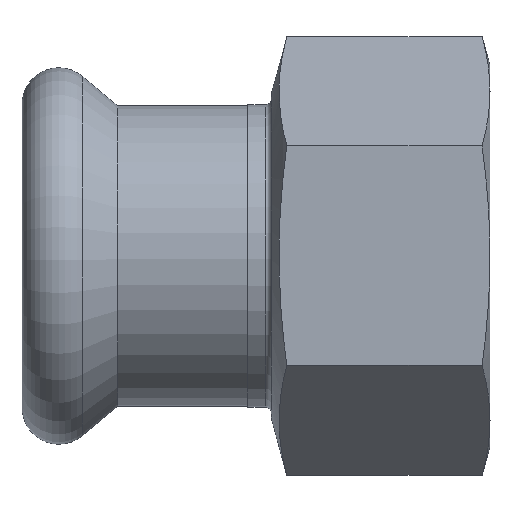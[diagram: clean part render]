
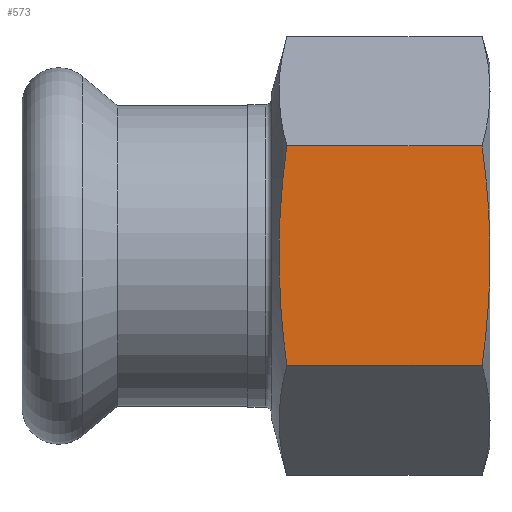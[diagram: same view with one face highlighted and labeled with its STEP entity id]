
A CAD part, top view. The second image highlights one B-rep face of the part: STEP entity #573.
In plain terms, the highlighted planar face has unit normal (0, 0, 1).
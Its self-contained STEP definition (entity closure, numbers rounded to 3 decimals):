
#41=(
BOUNDED_CURVE()
B_SPLINE_CURVE(2,(#925,#926,#927),.UNSPECIFIED.,.F.,.F.)
B_SPLINE_CURVE_WITH_KNOTS((3,3),(-11.471,-8.668),
 .UNSPECIFIED.)
CURVE()
GEOMETRIC_REPRESENTATION_ITEM()
RATIONAL_B_SPLINE_CURVE((2.962,3.191,3.191))
REPRESENTATION_ITEM('')
);
#50=LINE('',#912,#69);
#52=LINE('',#940,#71);
#69=VECTOR('',#722,1.);
#71=VECTOR('',#730,1.);
#89=B_SPLINE_CURVE_WITH_KNOTS('',5,(#930,#931,#932,#933,#934,#935,#936,
#937,#938),.UNSPECIFIED.,.F.,.F.,(6,3,6),(53.277,72.674,106.554),
 .UNSPECIFIED.);
#90=B_SPLINE_CURVE_WITH_KNOTS('',5,(#941,#942,#943,#944,#945,#946,#947,
#948,#949,#950,#951,#952),.UNSPECIFIED.,.F.,.F.,(6,3,3,6),(0.,33.37,
74.966,106.556),.UNSPECIFIED.);
#107=FACE_OUTER_BOUND('',#147,.T.);
#147=EDGE_LOOP('',(#368,#369,#370,#371,#372));
#234=VERTEX_POINT('',#901);
#235=VERTEX_POINT('',#911);
#238=VERTEX_POINT('',#923);
#239=VERTEX_POINT('',#929);
#240=VERTEX_POINT('',#939);
#282=EDGE_CURVE('',#234,#235,#50,.T.);
#287=EDGE_CURVE('',#234,#238,#41,.T.);
#288=EDGE_CURVE('',#238,#239,#89,.T.);
#289=EDGE_CURVE('',#239,#240,#52,.T.);
#290=EDGE_CURVE('',#235,#240,#90,.T.);
#368=ORIENTED_EDGE('',*,*,#288,.T.);
#369=ORIENTED_EDGE('',*,*,#289,.T.);
#370=ORIENTED_EDGE('',*,*,#290,.F.);
#371=ORIENTED_EDGE('',*,*,#282,.F.);
#372=ORIENTED_EDGE('',*,*,#287,.T.);
#518=PLANE('',#638);
#573=ADVANCED_FACE('',(#107),#518,.T.);
#638=AXIS2_PLACEMENT_3D('',#928,#728,#729);
#722=DIRECTION('',(-1.,0.,0.));
#728=DIRECTION('center_axis',(0.,0.,1.));
#729=DIRECTION('ref_axis',(0.,1.,0.));
#730=DIRECTION('',(-1.,0.,0.));
#901=CARTESIAN_POINT('',(38.737,-9.238,16.));
#911=CARTESIAN_POINT('',(22.293,-9.238,16.));
#912=CARTESIAN_POINT('',(30.515,-9.238,16.));
#923=CARTESIAN_POINT('',(39.4,0.,16.));
#925=CARTESIAN_POINT('Ctrl Pts',(38.737,-9.238,16.));
#926=CARTESIAN_POINT('Ctrl Pts',(39.4,-4.287,16.));
#927=CARTESIAN_POINT('Ctrl Pts',(39.4,0.,16.));
#928=CARTESIAN_POINT('Origin',(39.4,-9.238,16.));
#929=CARTESIAN_POINT('',(38.737,9.238,16.));
#930=CARTESIAN_POINT('Ctrl Pts',(39.4,0.,16.));
#931=CARTESIAN_POINT('Ctrl Pts',(39.4,0.613,16.));
#932=CARTESIAN_POINT('Ctrl Pts',(39.392,1.225,16.));
#933=CARTESIAN_POINT('Ctrl Pts',(39.376,1.842,16.));
#934=CARTESIAN_POINT('Ctrl Pts',(39.311,3.555,16.));
#935=CARTESIAN_POINT('Ctrl Pts',(39.181,5.353,16.));
#936=CARTESIAN_POINT('Ctrl Pts',(39.07,6.551,16.));
#937=CARTESIAN_POINT('Ctrl Pts',(38.925,7.833,16.));
#938=CARTESIAN_POINT('Ctrl Pts',(38.737,9.238,16.));
#939=CARTESIAN_POINT('',(22.293,9.238,16.));
#940=CARTESIAN_POINT('',(30.515,9.238,16.));
#941=CARTESIAN_POINT('Ctrl Pts',(22.293,-9.238,16.));
#942=CARTESIAN_POINT('Ctrl Pts',(22.108,-7.854,16.));
#943=CARTESIAN_POINT('Ctrl Pts',(21.964,-6.59,16.));
#944=CARTESIAN_POINT('Ctrl Pts',(21.854,-5.407,16.));
#945=CARTESIAN_POINT('Ctrl Pts',(21.668,-2.871,16.));
#946=CARTESIAN_POINT('Ctrl Pts',(21.611,-0.509,16.));
#947=CARTESIAN_POINT('Ctrl Pts',(21.614,0.787,16.));
#948=CARTESIAN_POINT('Ctrl Pts',(21.68,3.102,16.));
#949=CARTESIAN_POINT('Ctrl Pts',(21.872,5.597,16.));
#950=CARTESIAN_POINT('Ctrl Pts',(21.98,6.725,16.));
#951=CARTESIAN_POINT('Ctrl Pts',(22.117,7.928,16.));
#952=CARTESIAN_POINT('Ctrl Pts',(22.293,9.238,16.));
